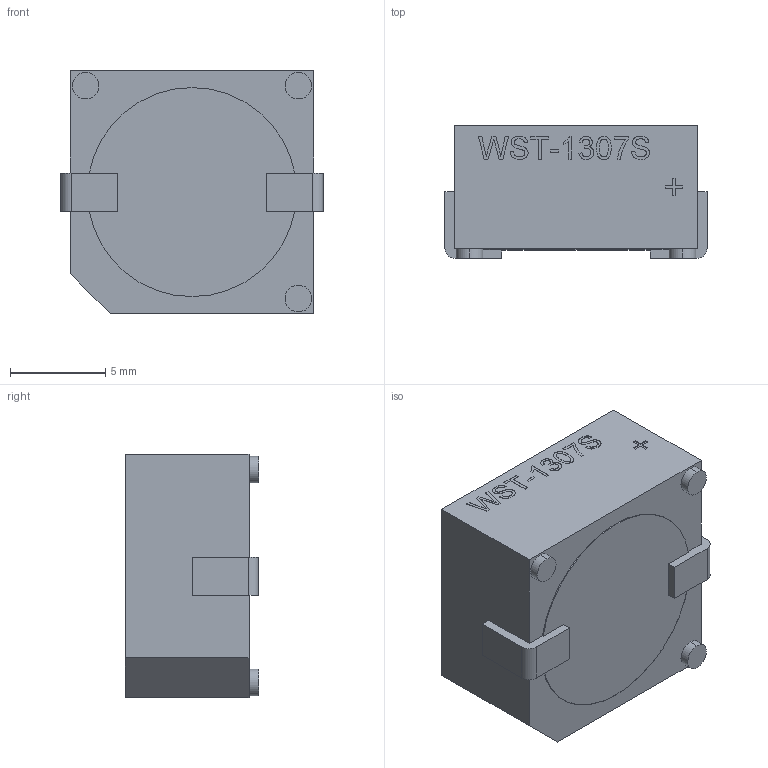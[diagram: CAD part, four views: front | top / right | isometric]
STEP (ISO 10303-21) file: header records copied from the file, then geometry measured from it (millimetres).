
FILE_DESCRIPTION (( 'STEP AP203' ), '1' );
FILE_NAME ('WST-1307S.STEP', '2017-06-09T22:00:28', ( 'Gem' ), ( '' ), 'SwSTEP 2.0', 'SolidWorks 2013', '' );
FILE_SCHEMA (( 'CONFIG_CONTROL_DESIGN' ));
Length unit declared in the file: millimetre
Products named in the file (1): WST-1307S
Bounding box: 13.8 x 7 x 12.81 mm (x, y, z)
Volume: 1048.4 mm3; surface area: 711.3 mm2
Topology: 1 solids, 1 shells, 166 faces, 447 edges, 298 vertices
Faces by surface type: plane 90, bspline 63, cylinder 13
Entity records: 8522 total; most frequent: CARTESIAN_POINT 4679, ORIENTED_EDGE 894, DIRECTION 555, EDGE_CURVE 447, VERTEX_POINT 298, VECTOR 295, LINE 295, EDGE_LOOP 181
